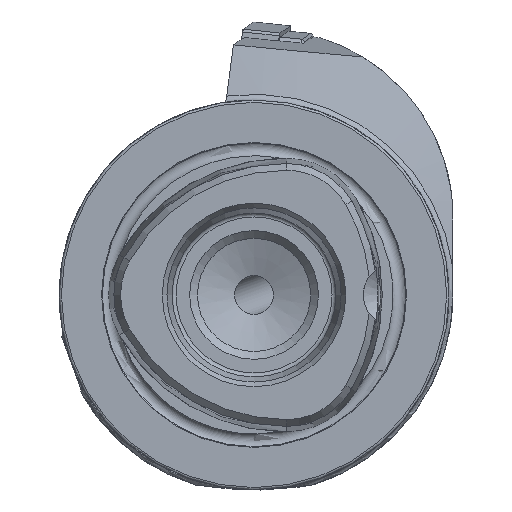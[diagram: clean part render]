
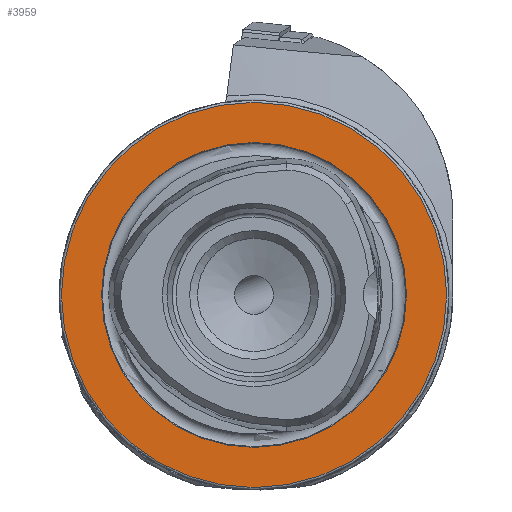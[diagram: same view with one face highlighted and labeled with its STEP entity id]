
A CAD part, left-side view. The second image highlights one B-rep face of the part: STEP entity #3959.
In plain terms, the highlighted planar face has unit normal (-1, 0, 0).
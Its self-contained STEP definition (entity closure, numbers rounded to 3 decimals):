
#92 = EDGE_CURVE ( 'NONE', #2187, #2187, #3814, .T. ) ;
#240 = AXIS2_PLACEMENT_3D ( 'NONE', #7500, #9047, #6681 ) ;
#1215 = DIRECTION ( 'NONE',  ( 0., 0., -1. ) ) ;
#2103 = DIRECTION ( 'NONE',  ( 0., 0., 1. ) ) ;
#2187 = VERTEX_POINT ( 'NONE', #7406 ) ;
#2298 = AXIS2_PLACEMENT_3D ( 'NONE', #10299, #6945, #2103 ) ;
#2525 = FACE_OUTER_BOUND ( 'NONE', #7796, .T. ) ;
#2957 = VERTEX_POINT ( 'NONE', #5211 ) ;
#3591 = PLANE ( 'NONE',  #9662 ) ;
#3814 = CIRCLE ( 'NONE', #240, 19.55 ) ;
#3959 = ADVANCED_FACE ( 'NONE', ( #6813, #2525 ), #3591, .F. ) ;
#4398 = CARTESIAN_POINT ( 'NONE',  ( 0., 19.55, 0. ) ) ;
#5200 = DIRECTION ( 'NONE',  ( 1., 0., 0. ) ) ;
#5211 = CARTESIAN_POINT ( 'NONE',  ( 0., 0., 24.7 ) ) ;
#6681 = DIRECTION ( 'NONE',  ( 0., 0., 1. ) ) ;
#6813 = FACE_BOUND ( 'NONE', #8657, .T. ) ;
#6945 = DIRECTION ( 'NONE',  ( -1., 0., 0. ) ) ;
#7406 = CARTESIAN_POINT ( 'NONE',  ( 0., 0., 19.55 ) ) ;
#7500 = CARTESIAN_POINT ( 'NONE',  ( 0., 0., 0. ) ) ;
#7796 = EDGE_LOOP ( 'NONE', ( #9702 ) ) ;
#8365 = EDGE_CURVE ( 'NONE', #2957, #2957, #8590, .T. ) ;
#8590 = CIRCLE ( 'NONE', #2298, 24.7 ) ;
#8657 = EDGE_LOOP ( 'NONE', ( #10335 ) ) ;
#9047 = DIRECTION ( 'NONE',  ( -1., 0., 0. ) ) ;
#9662 = AXIS2_PLACEMENT_3D ( 'NONE', #4398, #5200, #1215 ) ;
#9702 = ORIENTED_EDGE ( 'NONE', *, *, #8365, .T. ) ;
#10299 = CARTESIAN_POINT ( 'NONE',  ( 0., 0., 0. ) ) ;
#10335 = ORIENTED_EDGE ( 'NONE', *, *, #92, .F. ) ;
